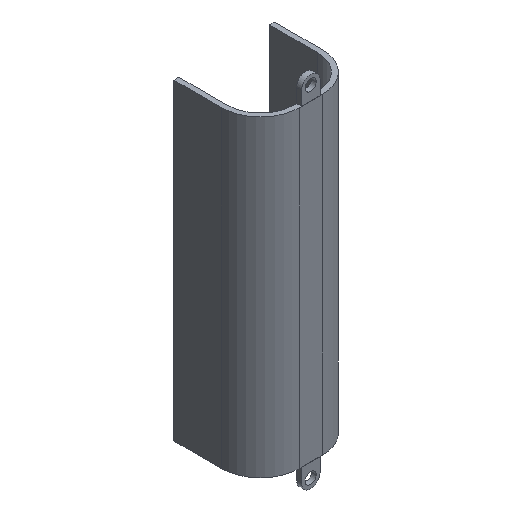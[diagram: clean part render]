
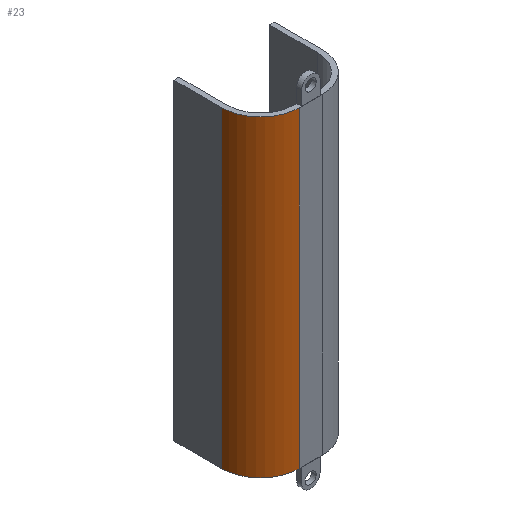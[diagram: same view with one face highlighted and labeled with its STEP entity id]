
A CAD part, isometric view. The second image highlights one B-rep face of the part: STEP entity #23.
In plain terms, the highlighted cylindrical face has radius 12.5 mm (diameter 25 mm), a partial arc.
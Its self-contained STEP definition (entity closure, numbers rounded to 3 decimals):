
#1 = CARTESIAN_POINT ( 'NONE',  ( -3.75, 12.5, 50.5 ) ) ;
#23 = ADVANCED_FACE ( 'NONE', ( #496 ), #935, .T. ) ;
#27 = EDGE_CURVE ( 'NONE', #845, #655, #511, .T. ) ;
#58 = ORIENTED_EDGE ( 'NONE', *, *, #339, .T. ) ;
#139 = VECTOR ( 'NONE', #948, 1000. ) ;
#174 = CIRCLE ( 'NONE', #922, 12.5 ) ;
#196 = ORIENTED_EDGE ( 'NONE', *, *, #712, .T. ) ;
#206 = CIRCLE ( 'NONE', #787, 12.5 ) ;
#207 = CARTESIAN_POINT ( 'NONE',  ( -3.75, 12.5, 50.5 ) ) ;
#293 = VERTEX_POINT ( 'NONE', #687 ) ;
#330 = VERTEX_POINT ( 'NONE', #866 ) ;
#339 = EDGE_CURVE ( 'NONE', #330, #293, #725, .T. ) ;
#366 = CARTESIAN_POINT ( 'NONE',  ( -3.75, 0., 50.5 ) ) ;
#368 = DIRECTION ( 'NONE',  ( 0., 0., -1. ) ) ;
#383 = DIRECTION ( 'NONE',  ( 1., 0., 0. ) ) ;
#401 = EDGE_CURVE ( 'NONE', #330, #845, #174, .T. ) ;
#472 = VECTOR ( 'NONE', #953, 1000. ) ;
#496 = FACE_OUTER_BOUND ( 'NONE', #740, .T. ) ;
#511 = LINE ( 'NONE', #886, #472 ) ;
#522 = CARTESIAN_POINT ( 'NONE',  ( -3.75, 12.5, -50.5 ) ) ;
#563 = CARTESIAN_POINT ( 'NONE',  ( -3.75, 0., -50.5 ) ) ;
#567 = ORIENTED_EDGE ( 'NONE', *, *, #401, .F. ) ;
#583 = DIRECTION ( 'NONE',  ( 1., 0., 0. ) ) ;
#608 = AXIS2_PLACEMENT_3D ( 'NONE', #1, #368, #950 ) ;
#655 = VERTEX_POINT ( 'NONE', #563 ) ;
#687 = CARTESIAN_POINT ( 'NONE',  ( -16.25, 12.5, -50.5 ) ) ;
#712 = EDGE_CURVE ( 'NONE', #293, #655, #206, .T. ) ;
#721 = DIRECTION ( 'NONE',  ( 0., 0., 1. ) ) ;
#725 = LINE ( 'NONE', #908, #139 ) ;
#740 = EDGE_LOOP ( 'NONE', ( #196, #773, #567, #58 ) ) ;
#773 = ORIENTED_EDGE ( 'NONE', *, *, #27, .F. ) ;
#787 = AXIS2_PLACEMENT_3D ( 'NONE', #522, #812, #383 ) ;
#812 = DIRECTION ( 'NONE',  ( 0., 0., 1. ) ) ;
#845 = VERTEX_POINT ( 'NONE', #366 ) ;
#866 = CARTESIAN_POINT ( 'NONE',  ( -16.25, 12.5, 50.5 ) ) ;
#886 = CARTESIAN_POINT ( 'NONE',  ( -3.75, 0., 50.5 ) ) ;
#908 = CARTESIAN_POINT ( 'NONE',  ( -16.25, 12.5, 50.5 ) ) ;
#922 = AXIS2_PLACEMENT_3D ( 'NONE', #207, #721, #583 ) ;
#935 = CYLINDRICAL_SURFACE ( 'NONE', #608, 12.5 ) ;
#948 = DIRECTION ( 'NONE',  ( 0., 0., -1. ) ) ;
#950 = DIRECTION ( 'NONE',  ( -1., 0., 0. ) ) ;
#953 = DIRECTION ( 'NONE',  ( 0., 0., -1. ) ) ;
